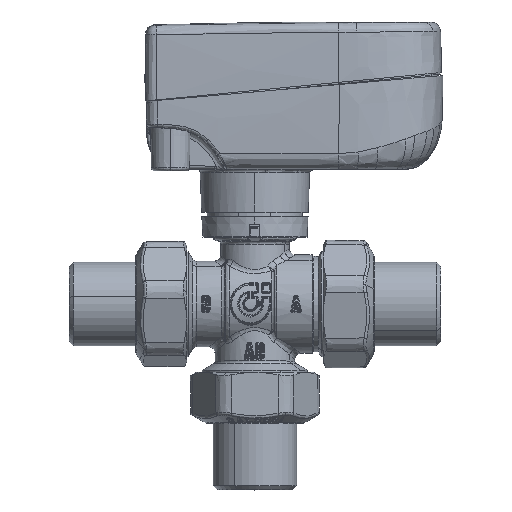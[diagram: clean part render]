
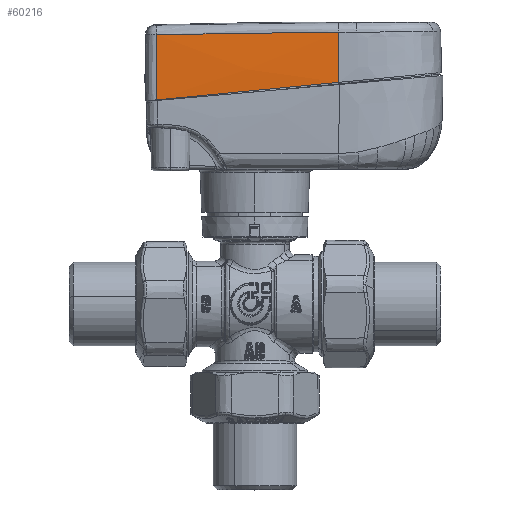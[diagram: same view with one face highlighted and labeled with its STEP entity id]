
A CAD part, top view. The second image highlights one B-rep face of the part: STEP entity #60216.
In plain terms, the highlighted free-form (B-spline) face has degree [2, 3] with [3, 4] control points.
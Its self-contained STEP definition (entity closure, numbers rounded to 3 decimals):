
#60028=CARTESIAN_POINT('Vertex',(26.374,85.614,27.021)) ;
#60062=CARTESIAN_POINT('Vertex',(-30.898,84.773,26.313)) ;
#60066=CARTESIAN_POINT('Control Point',(-30.898,84.773,26.313)) ;
#60067=CARTESIAN_POINT('Control Point',(-11.816,85.286,26.785)) ;
#60068=CARTESIAN_POINT('Control Point',(7.279,85.567,27.021)) ;
#60069=CARTESIAN_POINT('Control Point',(26.374,85.614,27.021)) ;
#60168=CARTESIAN_POINT('Vertex',(-31.001,64.244,26.627)) ;
#60172=CARTESIAN_POINT('Control Point',(-31.001,64.244,26.627)) ;
#60173=CARTESIAN_POINT('Control Point',(-31.054,71.088,26.636)) ;
#60174=CARTESIAN_POINT('Control Point',(-31.019,77.933,26.531)) ;
#60175=CARTESIAN_POINT('Control Point',(-30.898,84.773,26.313)) ;
#60185=CARTESIAN_POINT('Control Point',(64.191,72.381,26.993)) ;
#60186=CARTESIAN_POINT('Control Point',(64.111,81.645,26.893)) ;
#60187=CARTESIAN_POINT('Control Point',(64.032,90.905,26.58)) ;
#60188=CARTESIAN_POINT('Control Point',(63.955,100.156,26.055)) ;
#60189=CARTESIAN_POINT('Control Point',(11.928,67.345,27.934)) ;
#60190=CARTESIAN_POINT('Control Point',(11.847,76.629,27.905)) ;
#60191=CARTESIAN_POINT('Control Point',(11.768,85.909,27.662)) ;
#60192=CARTESIAN_POINT('Control Point',(11.689,95.182,27.205)) ;
#60193=CARTESIAN_POINT('Control Point',(-40.321,62.318,26.364)) ;
#60194=CARTESIAN_POINT('Control Point',(-40.402,71.582,26.405)) ;
#60195=CARTESIAN_POINT('Control Point',(-40.482,80.846,26.233)) ;
#60196=CARTESIAN_POINT('Control Point',(-40.561,90.102,25.847)) ;
#60198=CARTESIAN_POINT('Control Point',(26.382,69.768,27.339)) ;
#60199=CARTESIAN_POINT('Control Point',(-2.312,67.005,27.361)) ;
#60200=CARTESIAN_POINT('Control Point',(-31.001,64.244,26.627)) ;
#60201=CARTESIAN_POINT('Vertex',(26.382,69.768,27.339)) ;
#60205=CARTESIAN_POINT('Control Point',(26.374,85.614,27.021)) ;
#60206=CARTESIAN_POINT('Control Point',(26.415,80.336,27.196)) ;
#60207=CARTESIAN_POINT('Control Point',(26.418,75.053,27.302)) ;
#60208=CARTESIAN_POINT('Control Point',(26.382,69.768,27.339)) ;
#60070=EDGE_CURVE('',#60063,#60029,#60065,.T.) ;
#60176=EDGE_CURVE('',#60169,#60063,#60171,.T.) ;
#60203=EDGE_CURVE('',#60202,#60169,#60197,.T.) ;
#60209=EDGE_CURVE('',#60029,#60202,#60204,.T.) ;
#60211=ORIENTED_EDGE('',*,*,#60203,.F.) ;
#60212=ORIENTED_EDGE('',*,*,#60209,.F.) ;
#60213=ORIENTED_EDGE('',*,*,#60070,.F.) ;
#60214=ORIENTED_EDGE('',*,*,#60176,.F.) ;
#60210=EDGE_LOOP('',(#60211,#60212,#60213,#60214)) ;
#60029=VERTEX_POINT('',#60028) ;
#60063=VERTEX_POINT('',#60062) ;
#60169=VERTEX_POINT('',#60168) ;
#60202=VERTEX_POINT('',#60201) ;
#60216=ADVANCED_FACE('PartBody',(#60215),#60184,.F.) ;
#60204=B_SPLINE_CURVE_WITH_KNOTS('',3,(#60205,#60206,#60207,#60208),.UNSPECIFIED.,.F.,.U.,(4,4),(0.,22.405),.UNSPECIFIED.) ;
#60215=FACE_OUTER_BOUND('',#60210,.T.) ;
#60065=(BOUNDED_CURVE()B_SPLINE_CURVE(3,(#60066,#60067,#60068,#60069),.UNSPECIFIED.,.F.,.U.)B_SPLINE_CURVE_WITH_KNOTS((4,4),(0.,57.31),.UNSPECIFIED.)CURVE()GEOMETRIC_REPRESENTATION_ITEM()RATIONAL_B_SPLINE_CURVE((1.,1.,1.,1.))REPRESENTATION_ITEM('')) ;
#60171=(BOUNDED_CURVE()B_SPLINE_CURVE(3,(#60172,#60173,#60174,#60175),.UNSPECIFIED.,.F.,.U.)B_SPLINE_CURVE_WITH_KNOTS((4,4),(0.455,21.008),.UNSPECIFIED.)CURVE()GEOMETRIC_REPRESENTATION_ITEM()RATIONAL_B_SPLINE_CURVE((1.,1.,1.,1.))REPRESENTATION_ITEM('')) ;
#60197=(BOUNDED_CURVE()B_SPLINE_CURVE(2,(#60198,#60199,#60200),.UNSPECIFIED.,.F.,.U.)B_SPLINE_CURVE_WITH_KNOTS((3,3),(37.919,95.587),.UNSPECIFIED.)CURVE()GEOMETRIC_REPRESENTATION_ITEM()RATIONAL_B_SPLINE_CURVE((1.,1.,1.))REPRESENTATION_ITEM('')) ;
#60184=(BOUNDED_SURFACE()B_SPLINE_SURFACE(2,3,((#60185,#60186,#60187,#60188),(#60189,#60190,#60191,#60192),(#60193,#60194,#60195,#60196)),.UNSPECIFIED.,.F.,.F.,.U.)B_SPLINE_SURFACE_WITH_KNOTS((3,3),(4,4),(-0.065,104.963),(-0.02,27.795),.UNSPECIFIED.)GEOMETRIC_REPRESENTATION_ITEM()RATIONAL_B_SPLINE_SURFACE(((1.,1.,1.,1.),(1.,1.,1.,1.),(1.,1.,1.,1.)))REPRESENTATION_ITEM('Rational BSpline Surface')SURFACE()) ;
